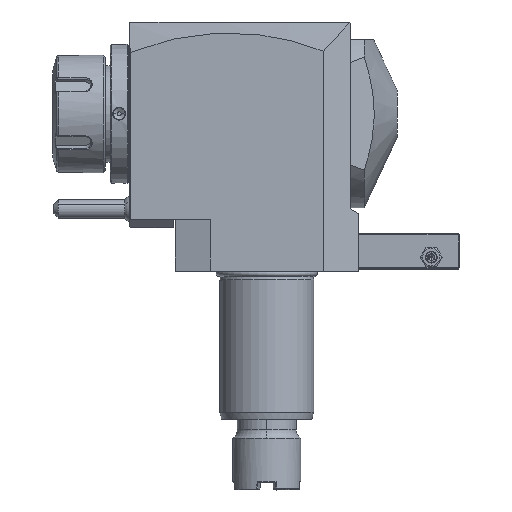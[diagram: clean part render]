
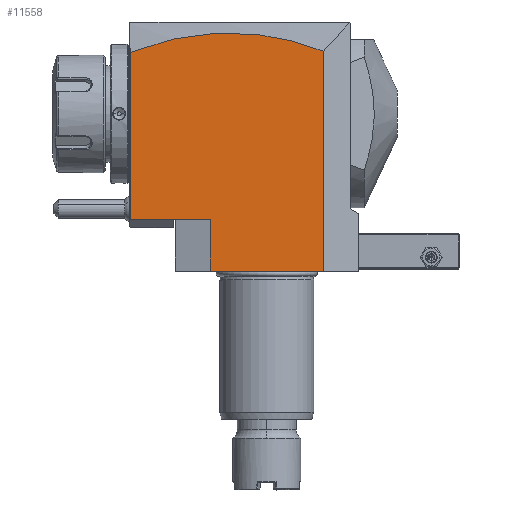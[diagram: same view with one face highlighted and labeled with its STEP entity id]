
A CAD part, top view. The second image highlights one B-rep face of the part: STEP entity #11558.
In plain terms, the highlighted planar face has unit normal (0, 0, 1).
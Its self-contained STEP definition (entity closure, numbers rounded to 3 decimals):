
#29=DIRECTION('',(-1.,0.,0.));
#30=VECTOR('',#29,48.);
#31=CARTESIAN_POINT('',(24.,0.,37.5));
#32=LINE('',#31,#30);
#262=DIRECTION('',(1.,0.,0.));
#263=VECTOR('',#262,33.8);
#264=CARTESIAN_POINT('',(-57.8,22.,37.5));
#265=LINE('',#264,#263);
#302=DIRECTION('',(0.,-1.,0.));
#303=VECTOR('',#302,71.092);
#304=CARTESIAN_POINT('',(-57.8,93.092,37.5));
#305=LINE('',#304,#303);
#311=CARTESIAN_POINT('',(-57.8,93.092,37.5));
#312=CARTESIAN_POINT('',(-50.998,95.812,37.5));
#313=CARTESIAN_POINT('',(-37.387,99.914,37.5));
#314=CARTESIAN_POINT('',(-16.948,102.059,37.5));
#315=CARTESIAN_POINT('',(3.513,100.192,37.5));
#316=CARTESIAN_POINT('',(17.168,96.259,37.5));
#317=CARTESIAN_POINT('',(24.,93.615,37.5));
#319=DIRECTION('',(0.,-1.,0.));
#320=VECTOR('',#319,93.615);
#321=CARTESIAN_POINT('',(24.,93.615,37.5));
#322=LINE('',#321,#320);
#740=DIRECTION('',(0.,-1.,0.));
#741=VECTOR('',#740,22.);
#742=CARTESIAN_POINT('',(-24.,22.,37.5));
#743=LINE('',#742,#741);
#10504=VERTEX_POINT('',#311);
#10505=VERTEX_POINT('',#317);
#10901=CARTESIAN_POINT('',(24.,0.,37.5));
#10903=VERTEX_POINT('',#10901);
#10904=CARTESIAN_POINT('',(-24.,0.,37.5));
#10905=VERTEX_POINT('',#10904);
#11134=CARTESIAN_POINT('',(-57.8,22.,37.5));
#11135=VERTEX_POINT('',#11134);
#11138=CARTESIAN_POINT('',(-24.,22.,37.5));
#11139=VERTEX_POINT('',#11138);
#11543=CARTESIAN_POINT('',(-39.202,22.,37.5));
#11544=DIRECTION('',(0.,0.,1.));
#11545=DIRECTION('',(1.,0.,0.));
#11546=AXIS2_PLACEMENT_3D('',#11543,#11544,#11545);
#11547=PLANE('',#11546);
#11548=ORIENTED_EDGE('',*,*,#11464,.F.);
#11549=ORIENTED_EDGE('',*,*,#11534,.F.);
#11551=ORIENTED_EDGE('',*,*,#11550,.T.);
#11552=ORIENTED_EDGE('',*,*,#11192,.T.);
#11553=ORIENTED_EDGE('',*,*,#11167,.T.);
#11555=ORIENTED_EDGE('',*,*,#11554,.F.);
#11556=EDGE_LOOP('',(#11548,#11549,#11551,#11552,#11553,#11555));
#11557=FACE_OUTER_BOUND('',#11556,.F.);
#318=B_SPLINE_CURVE_WITH_KNOTS('',3,(#311,#312,#313,#314,#315,#316,#317),
.UNSPECIFIED.,.F.,.F.,(4,1,1,1,4),(0.,0.25,0.5,0.75,1.),
.UNSPECIFIED.);
#11167=EDGE_CURVE('',#10903,#10905,#32,.T.);
#11192=EDGE_CURVE('',#10505,#10903,#322,.T.);
#11464=EDGE_CURVE('',#11135,#11139,#265,.T.);
#11534=EDGE_CURVE('',#10504,#11135,#305,.T.);
#11550=EDGE_CURVE('',#10504,#10505,#318,.T.);
#11554=EDGE_CURVE('',#11139,#10905,#743,.T.);
#11558=ADVANCED_FACE('',(#11557),#11547,.T.);
